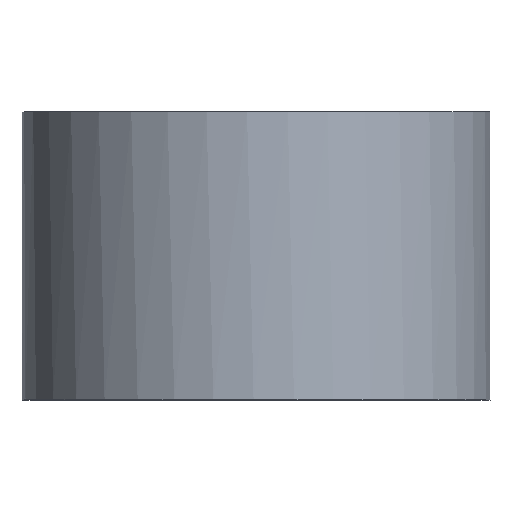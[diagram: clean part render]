
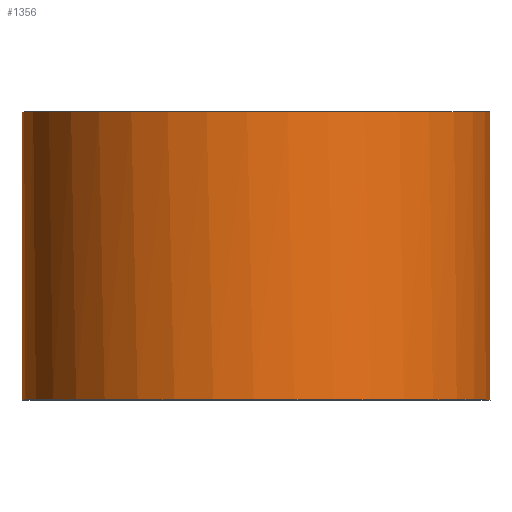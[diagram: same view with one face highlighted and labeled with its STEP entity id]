
A CAD part, top view. The second image highlights one B-rep face of the part: STEP entity #1356.
In plain terms, the highlighted cylindrical face has radius 41.275 mm (diameter 82.55 mm), a full revolution.
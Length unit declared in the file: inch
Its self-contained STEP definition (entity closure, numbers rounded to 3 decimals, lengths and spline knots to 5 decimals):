
#166=CYLINDRICAL_SURFACE('',#1441,1.625);
#187=FACE_BOUND('',#380,.T.);
#202=CIRCLE('',#1414,1.625);
#211=CIRCLE('',#1424,1.625);
#288=FACE_OUTER_BOUND('',#379,.T.);
#379=EDGE_LOOP('',(#1263));
#380=EDGE_LOOP('',(#1264));
#569=VERTEX_POINT('',#1760);
#618=VERTEX_POINT('',#2491);
#723=EDGE_CURVE('',#569,#569,#202,.T.);
#772=EDGE_CURVE('',#618,#618,#211,.T.);
#1263=ORIENTED_EDGE('',*,*,#772,.F.);
#1264=ORIENTED_EDGE('',*,*,#723,.F.);
#1356=ADVANCED_FACE('',(#288,#187),#166,.T.);
#1414=AXIS2_PLACEMENT_3D('',#1761,#1556,#1557);
#1424=AXIS2_PLACEMENT_3D('',#2492,#1592,#1593);
#1441=AXIS2_PLACEMENT_3D('',#5391,#1642,#1643);
#1556=DIRECTION('center_axis',(0.,-1.,0.));
#1557=DIRECTION('ref_axis',(-1.,0.,0.));
#1592=DIRECTION('center_axis',(0.,1.,0.));
#1593=DIRECTION('ref_axis',(1.,0.,0.));
#1642=DIRECTION('center_axis',(0.,1.,0.));
#1643=DIRECTION('ref_axis',(1.,0.,0.));
#1760=CARTESIAN_POINT('',(-1.625,0.,0.));
#1761=CARTESIAN_POINT('Origin',(0.,0.,0.));
#2491=CARTESIAN_POINT('',(-1.375,2.,-0.86603));
#2492=CARTESIAN_POINT('Origin',(0.,2.,0.));
#5391=CARTESIAN_POINT('Origin',(0.,0.,0.));
